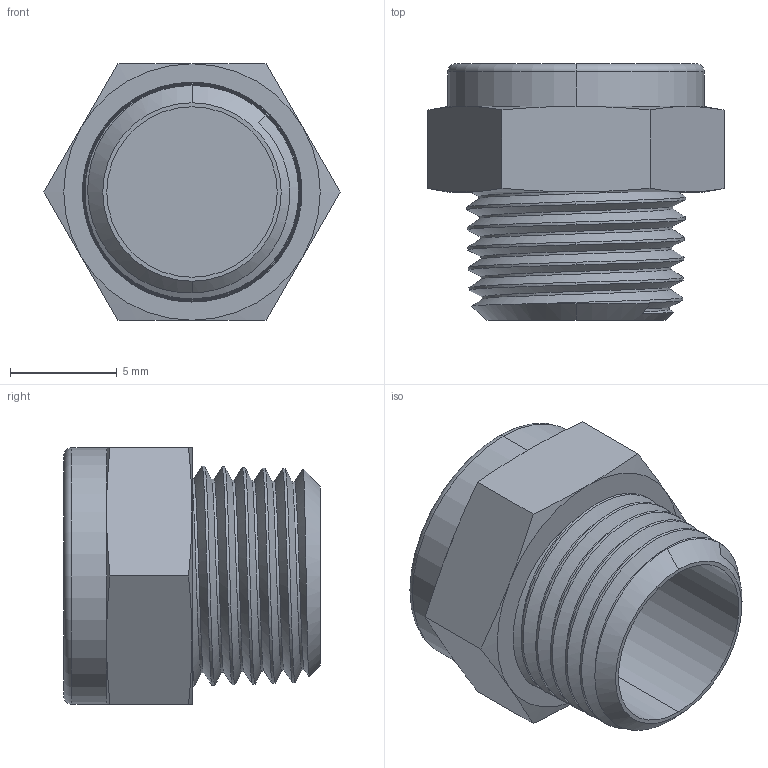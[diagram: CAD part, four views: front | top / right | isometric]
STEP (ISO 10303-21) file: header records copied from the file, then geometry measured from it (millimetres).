
FILE_DESCRIPTION (( 'STEP AP203' ), '1' );
FILE_NAME ('SBF-18N.step', '2023-05-18T13:33:22', ( '' ), ( '' ), 'SwSTEP 2.0', 'SolidWorks 2021', '' );
FILE_SCHEMA (( 'CONFIG_CONTROL_DESIGN' ));
Length unit declared in the file: inch
Products named in the file (1): SBF-18N
Bounding box: 13.86 x 12 x 12 mm (x, y, z)
Volume: 670.8 mm3; surface area: 1004.6 mm2
Topology: 1 solids, 1 shells, 47 faces, 111 edges, 68 vertices
Faces by surface type: cone 27, plane 11, cylinder 4, bspline 3, torus 2
Entity records: 3829 total; most frequent: CARTESIAN_POINT 2778, ORIENTED_EDGE 222, DIRECTION 168, EDGE_CURVE 111, AXIS2_PLACEMENT_3D 72, VERTEX_POINT 68, B_SPLINE_CURVE_WITH_KNOTS 60, EDGE_LOOP 49
